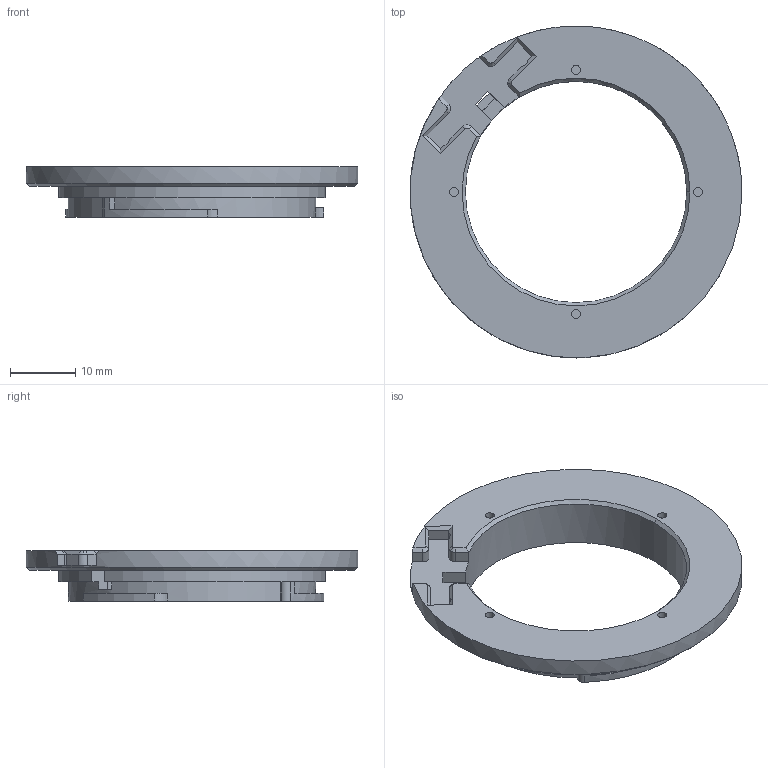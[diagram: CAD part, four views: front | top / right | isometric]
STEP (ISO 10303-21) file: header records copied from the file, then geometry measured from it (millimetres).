
FILE_DESCRIPTION(('HOOPS Exchange Step'),'2;1');
FILE_NAME('temp_export','2023-06-26T20:16:09+20:00',('gmoua'),('Shapr3D Limited'),'HOOPS Exchange 2022.2','Shapr3D','Authorized');
FILE_SCHEMA( ('AUTOMOTIVE_DESIGN { 1 0 10303 214 1 1 1 1 }') );
Length unit declared in the file: millimetre
Products named in the file (1): PENF Shift Mount
Bounding box: 51 x 51 x 7.75 mm (x, y, z)
Volume: 4554.4 mm3; surface area: 4300.5 mm2
Topology: 1 solids, 1 shells, 76 faces, 205 edges, 133 vertices
Faces by surface type: plane 39, cylinder 29, cone 8
Full cylindrical faces by diameter (mm): 1.4 x4, 34 x1, 51 x1
Entity records: 2445 total; most frequent: DIRECTION 447, CARTESIAN_POINT 421, ORIENTED_EDGE 410, EDGE_CURVE 205, AXIS2_PLACEMENT_3D 167, VERTEX_POINT 133, VECTOR 113, LINE 113
